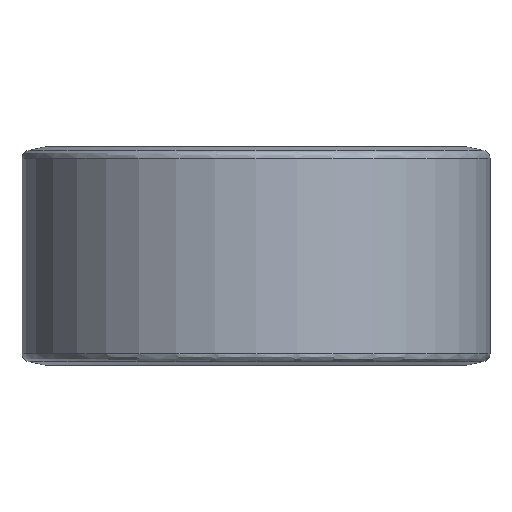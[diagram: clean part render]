
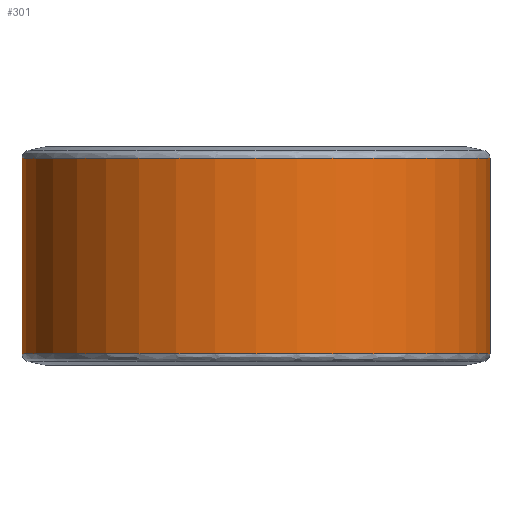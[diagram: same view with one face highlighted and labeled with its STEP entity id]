
A CAD part, front view. The second image highlights one B-rep face of the part: STEP entity #301.
In plain terms, the highlighted cylindrical face has radius 150 mm (diameter 300 mm), a partial arc.
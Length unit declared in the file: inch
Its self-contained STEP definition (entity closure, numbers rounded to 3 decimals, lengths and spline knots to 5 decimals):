
#21 = VERTEX_POINT ( 'NONE', #886 ) ;
#20 = DIRECTION ( 'NONE',  ( 0., 0., -1. ) ) ;
#62 = VECTOR ( 'NONE', #727, 39.37008 ) ;
#69 = CARTESIAN_POINT ( 'NONE',  ( -5.90551, 0., 2.75591 ) ) ;
#74 = EDGE_LOOP ( 'NONE', ( #386, #206, #819, #654 ) ) ;
#87 = CARTESIAN_POINT ( 'NONE',  ( 0., 0., 2.75591 ) ) ;
#98 = FACE_OUTER_BOUND ( 'NONE', #74, .T. ) ;
#148 = VERTEX_POINT ( 'NONE', #225 ) ;
#172 = CARTESIAN_POINT ( 'NONE',  ( 0., 0., 0.28493 ) ) ;
#206 = ORIENTED_EDGE ( 'NONE', *, *, #288, .T. ) ;
#223 = CARTESIAN_POINT ( 'NONE',  ( 5.90551, 0., 0.28493 ) ) ;
#225 = CARTESIAN_POINT ( 'NONE',  ( -5.90551, 0., 5.22688 ) ) ;
#253 = AXIS2_PLACEMENT_3D ( 'NONE', #87, #531, #513 ) ;
#255 = CARTESIAN_POINT ( 'NONE',  ( 0., 0., 5.22688 ) ) ;
#270 = CIRCLE ( 'NONE', #895, 5.90551 ) ;
#288 = EDGE_CURVE ( 'NONE', #845, #522, #563, .T. ) ;
#301 = ADVANCED_FACE ( 'NONE', ( #98 ), #546, .T. ) ;
#328 = VECTOR ( 'NONE', #568, 39.37008 ) ;
#331 = DIRECTION ( 'NONE',  ( 0., 0., 1. ) ) ;
#386 = ORIENTED_EDGE ( 'NONE', *, *, #705, .F. ) ;
#411 = EDGE_CURVE ( 'NONE', #522, #21, #738, .T. ) ;
#437 = CARTESIAN_POINT ( 'NONE',  ( 5.90551, 0., 2.75591 ) ) ;
#513 = DIRECTION ( 'NONE',  ( 1., 0., 0. ) ) ;
#522 = VERTEX_POINT ( 'NONE', #223 ) ;
#531 = DIRECTION ( 'NONE',  ( 0., 0., 1. ) ) ;
#546 = CYLINDRICAL_SURFACE ( 'NONE', #253, 5.90551 ) ;
#563 = CIRCLE ( 'NONE', #608, 5.90551 ) ;
#568 = DIRECTION ( 'NONE',  ( 0., 0., 1. ) ) ;
#608 = AXIS2_PLACEMENT_3D ( 'NONE', #172, #331, #753 ) ;
#654 = ORIENTED_EDGE ( 'NONE', *, *, #883, .T. ) ;
#705 = EDGE_CURVE ( 'NONE', #845, #148, #715, .T. ) ;
#715 = LINE ( 'NONE', #69, #328 ) ;
#727 = DIRECTION ( 'NONE',  ( 0., 0., 1. ) ) ;
#738 = LINE ( 'NONE', #437, #62 ) ;
#753 = DIRECTION ( 'NONE',  ( 1., 0., 0. ) ) ;
#811 = DIRECTION ( 'NONE',  ( 1., 0., 0. ) ) ;
#819 = ORIENTED_EDGE ( 'NONE', *, *, #411, .T. ) ;
#845 = VERTEX_POINT ( 'NONE', #914 ) ;
#883 = EDGE_CURVE ( 'NONE', #21, #148, #270, .T. ) ;
#886 = CARTESIAN_POINT ( 'NONE',  ( 5.90551, 0., 5.22688 ) ) ;
#895 = AXIS2_PLACEMENT_3D ( 'NONE', #255, #20, #811 ) ;
#914 = CARTESIAN_POINT ( 'NONE',  ( -5.90551, 0., 0.28493 ) ) ;
